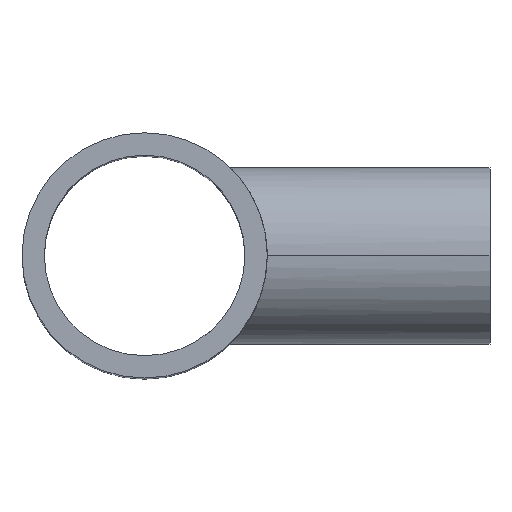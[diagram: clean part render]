
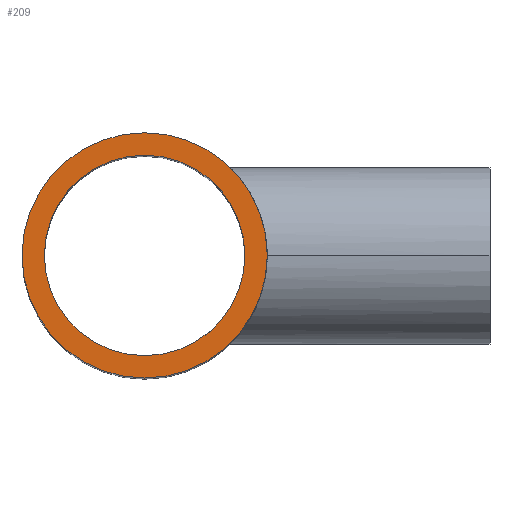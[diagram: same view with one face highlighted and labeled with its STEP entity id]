
A CAD part, top view. The second image highlights one B-rep face of the part: STEP entity #209.
In plain terms, the highlighted planar face has unit normal (0, 0, 1).
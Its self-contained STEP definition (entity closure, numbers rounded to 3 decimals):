
#21 = CARTESIAN_POINT ( 'NONE',  ( 0., 0., 177. ) ) ;
#33 = EDGE_CURVE ( 'NONE', #118, #590, #468, .T. ) ;
#36 = CARTESIAN_POINT ( 'NONE',  ( 51.1, 0., 177. ) ) ;
#40 = CARTESIAN_POINT ( 'NONE',  ( 0., 0., 177. ) ) ;
#76 = EDGE_LOOP ( 'NONE', ( #219, #170 ) ) ;
#79 = DIRECTION ( 'NONE',  ( 0., 0., 1. ) ) ;
#80 = VERTEX_POINT ( 'NONE', #36 ) ;
#87 = CARTESIAN_POINT ( 'NONE',  ( 0., 0., 177. ) ) ;
#104 = DIRECTION ( 'NONE',  ( 0., 0., 1. ) ) ;
#118 = VERTEX_POINT ( 'NONE', #640 ) ;
#129 = AXIS2_PLACEMENT_3D ( 'NONE', #40, #427, #322 ) ;
#132 = ORIENTED_EDGE ( 'NONE', *, *, #232, .F. ) ;
#163 = VERTEX_POINT ( 'NONE', #424 ) ;
#170 = ORIENTED_EDGE ( 'NONE', *, *, #268, .T. ) ;
#177 = CARTESIAN_POINT ( 'NONE',  ( 62.5, 0., 177. ) ) ;
#184 = CIRCLE ( 'NONE', #264, 62.5 ) ;
#194 = DIRECTION ( 'NONE',  ( 0., 0., 1. ) ) ;
#209 = ADVANCED_FACE ( 'NONE', ( #634, #524 ), #685, .T. ) ;
#219 = ORIENTED_EDGE ( 'NONE', *, *, #33, .T. ) ;
#232 = EDGE_CURVE ( 'NONE', #163, #80, #655, .T. ) ;
#237 = DIRECTION ( 'NONE',  ( 1., 0., 0. ) ) ;
#264 = AXIS2_PLACEMENT_3D ( 'NONE', #21, #79, #237 ) ;
#268 = EDGE_CURVE ( 'NONE', #590, #118, #184, .T. ) ;
#298 = CIRCLE ( 'NONE', #387, 51.1 ) ;
#304 = EDGE_CURVE ( 'NONE', #80, #163, #298, .T. ) ;
#322 = DIRECTION ( 'NONE',  ( 1., 0., 0. ) ) ;
#387 = AXIS2_PLACEMENT_3D ( 'NONE', #87, #454, #466 ) ;
#421 = CARTESIAN_POINT ( 'NONE',  ( 0., 0., 177. ) ) ;
#424 = CARTESIAN_POINT ( 'NONE',  ( -51.1, 0., 177. ) ) ;
#427 = DIRECTION ( 'NONE',  ( 0., 0., 1. ) ) ;
#454 = DIRECTION ( 'NONE',  ( 0., 0., 1. ) ) ;
#466 = DIRECTION ( 'NONE',  ( 1., 0., 0. ) ) ;
#468 = CIRCLE ( 'NONE', #642, 62.5 ) ;
#492 = ORIENTED_EDGE ( 'NONE', *, *, #304, .F. ) ;
#524 = FACE_BOUND ( 'NONE', #548, .T. ) ;
#535 = AXIS2_PLACEMENT_3D ( 'NONE', #421, #104, #588 ) ;
#548 = EDGE_LOOP ( 'NONE', ( #132, #492 ) ) ;
#588 = DIRECTION ( 'NONE',  ( 1., 0., 0. ) ) ;
#590 = VERTEX_POINT ( 'NONE', #177 ) ;
#617 = CARTESIAN_POINT ( 'NONE',  ( 0., 0., 177. ) ) ;
#624 = DIRECTION ( 'NONE',  ( 1., 0., 0. ) ) ;
#634 = FACE_OUTER_BOUND ( 'NONE', #76, .T. ) ;
#640 = CARTESIAN_POINT ( 'NONE',  ( -62.5, 0., 177. ) ) ;
#642 = AXIS2_PLACEMENT_3D ( 'NONE', #617, #194, #624 ) ;
#655 = CIRCLE ( 'NONE', #535, 51.1 ) ;
#685 = PLANE ( 'NONE',  #129 ) ;
